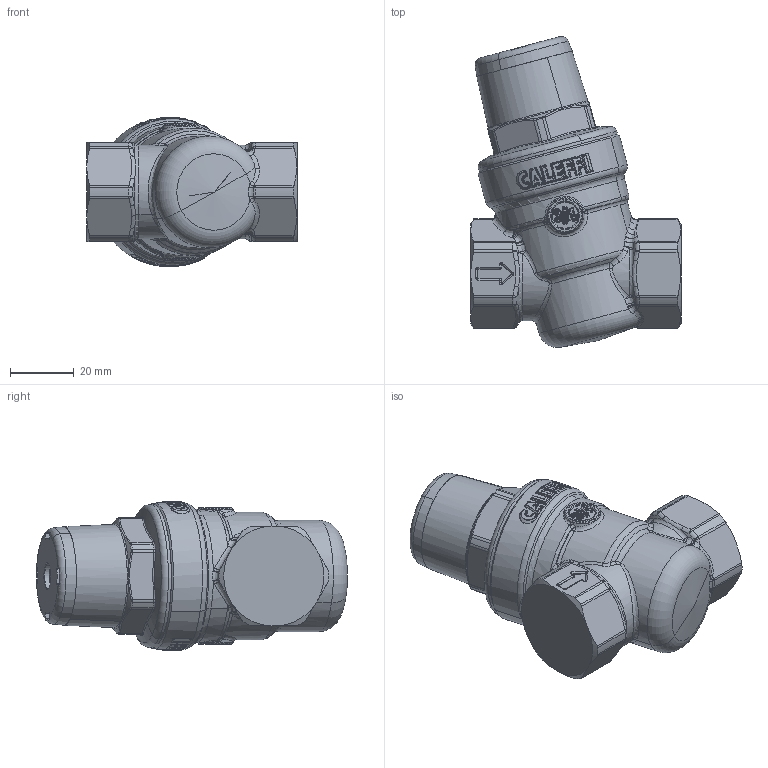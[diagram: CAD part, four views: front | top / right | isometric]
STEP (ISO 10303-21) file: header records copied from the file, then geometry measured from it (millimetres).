
FILE_DESCRIPTION(('CATIA V5 STEP Exchange'),'2;1');
FILE_NAME('STEP_533051H_-_TST.stp','2017-09-20T08:52:58+00:00',('none'),('none'),'CATIA Version 5-6 Release 2014 SP5','CATIA V5 STEP AP203','none');
FILE_SCHEMA(('CONFIG_CONTROL_DESIGN'));
Products named in the file (1): 533051H - TST
Bounding box: 66 x 97.71 x 46.8 mm (x, y, z)
Volume: 141238.5 mm3; surface area: 23433.7 mm2
Topology: 4 solids, 4 shells, 1822 faces, 4303 edges, 2269 vertices
Faces by surface type: bspline 806, cylinder 386, sphere 218, plane 160, torus 147, cone 91, revolution 14
Entity records: 89376 total; most frequent: CARTESIAN_POINT 57562, ORIENTED_EDGE 8146, EDGE_CURVE 4073, DIRECTION 3430, B_SPLINE_CURVE_WITH_KNOTS 2369, VERTEX_POINT 2269, AXIS2_PLACEMENT_3D 1886, EDGE_LOOP 1842
